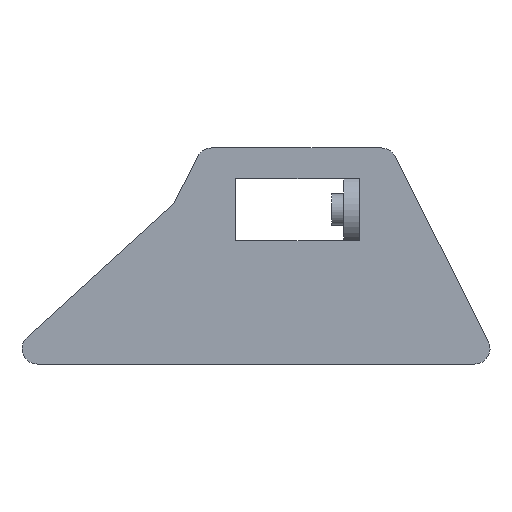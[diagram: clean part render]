
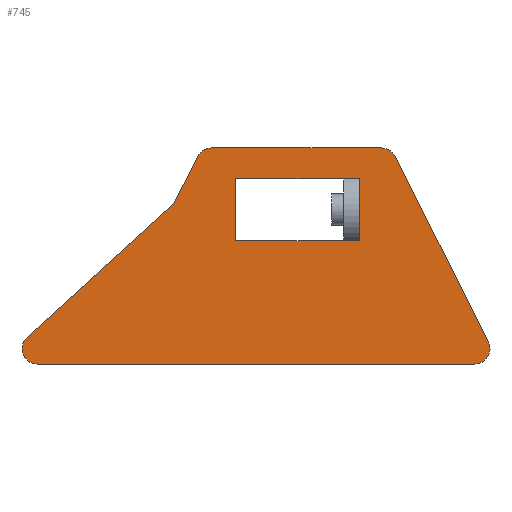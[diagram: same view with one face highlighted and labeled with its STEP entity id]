
A CAD part, front view. The second image highlights one B-rep face of the part: STEP entity #745.
In plain terms, the highlighted planar face has unit normal (0, -1, 0).
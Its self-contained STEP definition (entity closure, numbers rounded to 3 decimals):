
#28=FACE_BOUND('',#160,.T.);
#58=CIRCLE('',#828,5.);
#59=CIRCLE('',#829,5.);
#60=CIRCLE('',#830,5.);
#61=CIRCLE('',#831,3.);
#62=CIRCLE('',#832,5.);
#109=FACE_OUTER_BOUND('',#159,.T.);
#159=EDGE_LOOP('',(#591,#592,#593,#594,#595,#596,#597,#598,#599,#600));
#160=EDGE_LOOP('',(#601,#602,#603,#604));
#218=LINE('',#1199,#285);
#230=LINE('',#1234,#297);
#231=LINE('',#1238,#298);
#232=LINE('',#1242,#299);
#233=LINE('',#1246,#300);
#234=LINE('',#1249,#301);
#235=LINE('',#1252,#302);
#236=LINE('',#1253,#303);
#237=LINE('',#1254,#304);
#285=VECTOR('',#971,10.);
#297=VECTOR('',#999,10.);
#298=VECTOR('',#1002,10.);
#299=VECTOR('',#1005,10.);
#300=VECTOR('',#1008,10.);
#301=VECTOR('',#1011,10.);
#302=VECTOR('',#1012,10.);
#303=VECTOR('',#1013,10.);
#304=VECTOR('',#1014,10.);
#356=VERTEX_POINT('',#1195);
#358=VERTEX_POINT('',#1198);
#371=VERTEX_POINT('',#1230);
#372=VERTEX_POINT('',#1231);
#373=VERTEX_POINT('',#1233);
#374=VERTEX_POINT('',#1235);
#375=VERTEX_POINT('',#1237);
#376=VERTEX_POINT('',#1239);
#377=VERTEX_POINT('',#1241);
#378=VERTEX_POINT('',#1243);
#379=VERTEX_POINT('',#1245);
#380=VERTEX_POINT('',#1247);
#381=VERTEX_POINT('',#1250);
#382=VERTEX_POINT('',#1251);
#438=EDGE_CURVE('',#358,#356,#218,.T.);
#455=EDGE_CURVE('',#371,#372,#58,.T.);
#456=EDGE_CURVE('',#373,#371,#230,.T.);
#457=EDGE_CURVE('',#374,#373,#59,.T.);
#458=EDGE_CURVE('',#375,#374,#231,.T.);
#459=EDGE_CURVE('',#376,#375,#60,.T.);
#460=EDGE_CURVE('',#377,#376,#232,.T.);
#461=EDGE_CURVE('',#378,#377,#61,.T.);
#462=EDGE_CURVE('',#379,#378,#233,.T.);
#463=EDGE_CURVE('',#380,#379,#62,.T.);
#464=EDGE_CURVE('',#372,#380,#234,.T.);
#465=EDGE_CURVE('',#381,#382,#235,.T.);
#466=EDGE_CURVE('',#381,#358,#236,.T.);
#467=EDGE_CURVE('',#356,#382,#237,.T.);
#591=ORIENTED_EDGE('',*,*,#455,.F.);
#592=ORIENTED_EDGE('',*,*,#456,.F.);
#593=ORIENTED_EDGE('',*,*,#457,.F.);
#594=ORIENTED_EDGE('',*,*,#458,.F.);
#595=ORIENTED_EDGE('',*,*,#459,.F.);
#596=ORIENTED_EDGE('',*,*,#460,.F.);
#597=ORIENTED_EDGE('',*,*,#461,.F.);
#598=ORIENTED_EDGE('',*,*,#462,.F.);
#599=ORIENTED_EDGE('',*,*,#463,.F.);
#600=ORIENTED_EDGE('',*,*,#464,.F.);
#601=ORIENTED_EDGE('',*,*,#465,.F.);
#602=ORIENTED_EDGE('',*,*,#466,.T.);
#603=ORIENTED_EDGE('',*,*,#438,.T.);
#604=ORIENTED_EDGE('',*,*,#467,.T.);
#712=PLANE('',#827);
#745=ADVANCED_FACE('',(#109,#28),#712,.F.);
#827=AXIS2_PLACEMENT_3D('',#1229,#995,#996);
#828=AXIS2_PLACEMENT_3D('',#1232,#997,#998);
#829=AXIS2_PLACEMENT_3D('',#1236,#1000,#1001);
#830=AXIS2_PLACEMENT_3D('',#1240,#1003,#1004);
#831=AXIS2_PLACEMENT_3D('',#1244,#1006,#1007);
#832=AXIS2_PLACEMENT_3D('',#1248,#1009,#1010);
#971=DIRECTION('',(-1.,0.,0.));
#995=DIRECTION('center_axis',(0.,1.,0.));
#996=DIRECTION('ref_axis',(1.,0.,0.));
#997=DIRECTION('center_axis',(0.,1.,0.));
#998=DIRECTION('ref_axis',(0.851,0.,-0.525));
#999=DIRECTION('',(0.449,0.,-0.893));
#1000=DIRECTION('center_axis',(0.,1.,0.));
#1001=DIRECTION('ref_axis',(0.525,0.,0.851));
#1002=DIRECTION('',(1.,0.,0.));
#1003=DIRECTION('center_axis',(0.,1.,0.));
#1004=DIRECTION('ref_axis',(-0.526,0.,0.851));
#1005=DIRECTION('',(0.447,0.,0.894));
#1006=DIRECTION('center_axis',(0.,-1.,0.));
#1007=DIRECTION('ref_axis',(0.797,0.,-0.604));
#1008=DIRECTION('',(0.74,0.,0.673));
#1009=DIRECTION('center_axis',(0.,1.,0.));
#1010=DIRECTION('ref_axis',(0.,0.,-1.));
#1011=DIRECTION('',(-1.,0.,0.));
#1012=DIRECTION('',(-1.,0.,0.));
#1013=DIRECTION('',(0.,0.,-1.));
#1014=DIRECTION('',(0.,0.,1.));
#1195=CARTESIAN_POINT('',(74.9,0.,37.9));
#1198=CARTESIAN_POINT('',(115.,0.,37.9));
#1199=CARTESIAN_POINT('',(75.203,0.,37.9));
#1229=CARTESIAN_POINT('Origin',(80.405,0.,33.));
#1230=CARTESIAN_POINT('',(156.76,0.,5.247));
#1231=CARTESIAN_POINT('',(152.293,0.,-2.));
#1232=CARTESIAN_POINT('Origin',(152.293,0.,3.));
#1233=CARTESIAN_POINT('',(126.58,0.,65.247));
#1234=CARTESIAN_POINT('',(125.195,0.,68.));
#1235=CARTESIAN_POINT('',(122.113,0.,68.));
#1236=CARTESIAN_POINT('Origin',(122.113,0.,63.));
#1237=CARTESIAN_POINT('',(67.09,0.,68.));
#1238=CARTESIAN_POINT('',(0.405,0.,68.));
#1239=CARTESIAN_POINT('',(62.618,0.,65.236));
#1240=CARTESIAN_POINT('Origin',(67.09,0.,63.));
#1241=CARTESIAN_POINT('',(55.251,0.,50.501));
#1242=CARTESIAN_POINT('',(55.,0.,50.));
#1243=CARTESIAN_POINT('',(54.585,0.,49.623));
#1244=CARTESIAN_POINT('Origin',(52.567,0.,51.843));
#1245=CARTESIAN_POINT('',(7.37,0.,6.7));
#1246=CARTESIAN_POINT('',(0.,0.,0.));
#1247=CARTESIAN_POINT('',(10.733,0.,-2.));
#1248=CARTESIAN_POINT('Origin',(10.733,0.,3.));
#1249=CARTESIAN_POINT('',(160.405,0.,-2.));
#1250=CARTESIAN_POINT('',(115.,0.,58.));
#1251=CARTESIAN_POINT('',(74.9,0.,58.));
#1252=CARTESIAN_POINT('',(75.,0.,58.));
#1253=CARTESIAN_POINT('',(115.,0.,35.5));
#1254=CARTESIAN_POINT('',(74.9,0.,45.5));
